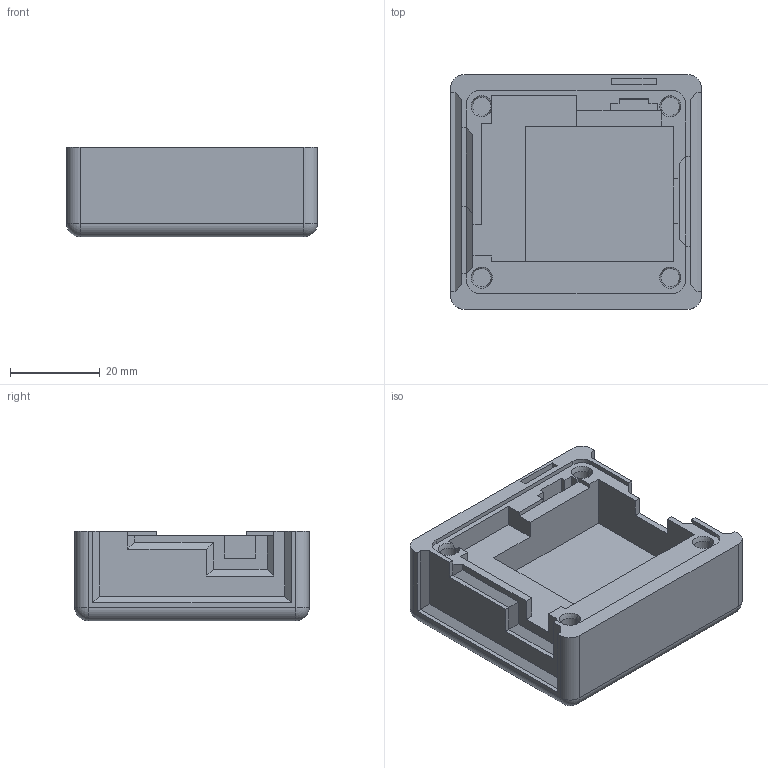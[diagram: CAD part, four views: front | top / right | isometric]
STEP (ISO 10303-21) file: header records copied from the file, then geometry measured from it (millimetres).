
FILE_DESCRIPTION (( 'STEP AP214' ), '1' );
FILE_NAME ('BottomShell.STEP', '2024-08-01T03:38:52', ( '' ), ( '' ), 'SwSTEP 2.0', 'SolidWorks 2024', '' );
FILE_SCHEMA (( 'AUTOMOTIVE_DESIGN' ));
Length unit declared in the file: millimetre
Products named in the file (1): BottomShell
Bounding box: 56.01 x 52.37 x 20 mm (x, y, z)
Volume: 36201.9 mm3; surface area: 12548.1 mm2
Topology: 1 solids, 1 shells, 134 faces, 355 edges, 222 vertices
Faces by surface type: plane 94, cylinder 28, cone 8, sphere 4
Entity records: 4099 total; most frequent: CARTESIAN_POINT 732, ORIENTED_EDGE 702, DIRECTION 682, EDGE_CURVE 351, LINE 282, VECTOR 282, VERTEX_POINT 222, AXIS2_PLACEMENT_3D 200
